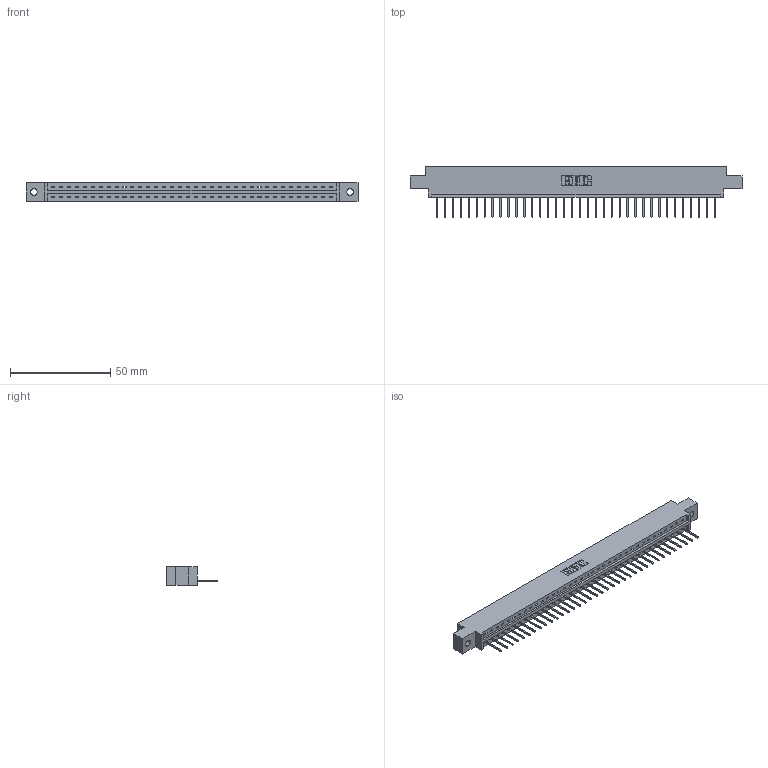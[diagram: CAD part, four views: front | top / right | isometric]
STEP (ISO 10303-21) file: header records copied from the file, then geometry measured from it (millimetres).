
FILE_DESCRIPTION (( 'STEP AP203' ), '1' );
FILE_NAME ('387-036-523-602.STEP', '2019-10-04T13:09:19', ( '' ), ( '' ), 'SwSTEP 2.0', 'SolidWorks 2016', '' );
FILE_SCHEMA (( 'CONFIG_CONTROL_DESIGN' ));
Length unit declared in the file: inch
Products named in the file (3): 387-036-523-602; 337 Part_0.170 Offset - 0.128 Dia; 345-292-001_345-293-123
Assembly tree (37 placements, depth 2):
  387-036-523-602
    337 Part_0.170 Offset - 0.128 Dia
    345-292-001_345-293-123  x36
Bounding box: 165.66 x 25.15 x 9.4 mm (x, y, z)
Volume: 16974.2 mm3; surface area: 17365.4 mm2
Topology: 37 solids, 37 shells, 2350 faces, 7091 edges, 4678 vertices
Faces by surface type: plane 1730, cylinder 620
Entity records: 27689 total; most frequent: CARTESIAN_POINT 4830, ORIENTED_EDGE 4802, DIRECTION 4077, EDGE_CURVE 2401, VECTOR 2273, LINE 2273, VERTEX_POINT 1598, AXIS2_PLACEMENT_3D 902
